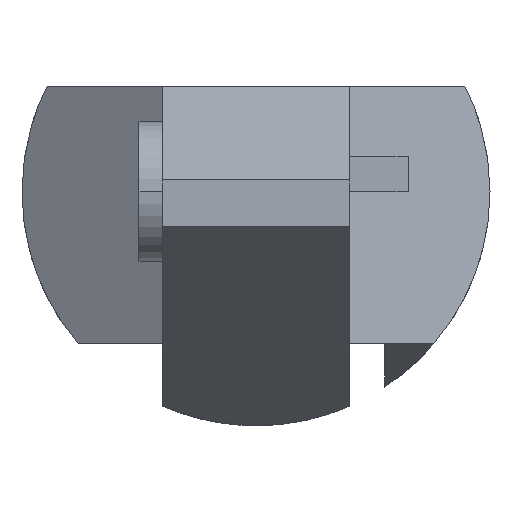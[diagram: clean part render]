
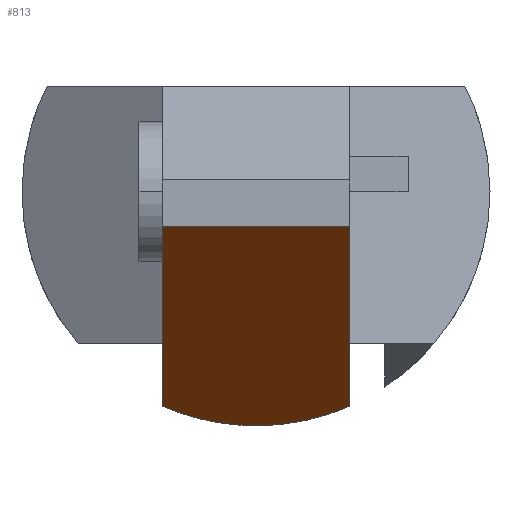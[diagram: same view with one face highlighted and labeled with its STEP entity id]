
A CAD part, front view. The second image highlights one B-rep face of the part: STEP entity #813.
In plain terms, the highlighted planar face has unit normal (0, -0.629, -0.777).
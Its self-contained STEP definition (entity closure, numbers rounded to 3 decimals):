
#244=CARTESIAN_POINT('Control Point',(0.,-126.,-20.)) ;
#245=CARTESIAN_POINT('Control Point',(2.14,-126.,-20.)) ;
#246=CARTESIAN_POINT('Control Point',(4.282,-126.383,-19.69)) ;
#247=CARTESIAN_POINT('Control Point',(6.241,-127.114,-19.098)) ;
#248=CARTESIAN_POINT('Control Point',(8.,-128.063,-18.33)) ;
#249=CARTESIAN_POINT('Vertex',(0.,-126.,-20.)) ;
#251=CARTESIAN_POINT('Vertex',(8.,-128.063,-18.33)) ;
#304=CARTESIAN_POINT('Control Point',(-8.,-128.063,-18.33)) ;
#305=CARTESIAN_POINT('Control Point',(-6.241,-127.114,-19.098)) ;
#306=CARTESIAN_POINT('Control Point',(-4.283,-126.384,-19.689)) ;
#307=CARTESIAN_POINT('Control Point',(-2.14,-126.,-20.)) ;
#308=CARTESIAN_POINT('Control Point',(0.,-126.,-20.)) ;
#309=CARTESIAN_POINT('Vertex',(-8.,-128.063,-18.33)) ;
#420=CARTESIAN_POINT('Vertex',(8.,-147.,-3.)) ;
#436=CARTESIAN_POINT('Vertex',(-8.,-147.,-3.)) ;
#439=CARTESIAN_POINT('Line Origine',(0.,-147.,-3.)) ;
#489=CARTESIAN_POINT('Line Origine',(-8.,-137.531,-10.665)) ;
#709=CARTESIAN_POINT('Line Origine',(8.,-137.531,-10.665)) ;
#801=CARTESIAN_POINT('Axis2P3D Location',(0.,-147.,-3.)) ;
#440=DIRECTION('Vector Direction',(1.,0.,0.)) ;
#490=DIRECTION('Vector Direction',(0.,0.777,-0.629)) ;
#710=DIRECTION('Vector Direction',(0.,0.777,-0.629)) ;
#802=DIRECTION('Axis2P3D Direction',(0.,-0.629,-0.777)) ;
#803=DIRECTION('Axis2P3D XDirection',(0.,0.777,-0.629)) ;
#804=AXIS2_PLACEMENT_3D('Plane Axis2P3D',#801,#802,#803) ;
#807=ORIENTED_EDGE('',*,*,#311,.T.) ;
#808=ORIENTED_EDGE('',*,*,#253,.T.) ;
#809=ORIENTED_EDGE('',*,*,#713,.F.) ;
#810=ORIENTED_EDGE('',*,*,#443,.F.) ;
#811=ORIENTED_EDGE('',*,*,#493,.T.) ;
#441=VECTOR('Line Direction',#440,1.) ;
#491=VECTOR('Line Direction',#490,1.) ;
#711=VECTOR('Line Direction',#710,1.) ;
#813=ADVANCED_FACE('bielette usinee',(#812),#805,.T.) ;
#243=B_SPLINE_CURVE_WITH_KNOTS('',4,(#244,#245,#246,#247,#248),.UNSPECIFIED.,.F.,.U.,(5,5),(51.511,63.619),.UNSPECIFIED.) ;
#303=B_SPLINE_CURVE_WITH_KNOTS('',4,(#304,#305,#306,#307,#308),.UNSPECIFIED.,.F.,.U.,(5,5),(39.404,51.511),.UNSPECIFIED.) ;
#253=EDGE_CURVE('',#250,#252,#243,.T.) ;
#311=EDGE_CURVE('',#310,#250,#303,.T.) ;
#443=EDGE_CURVE('',#437,#421,#442,.T.) ;
#493=EDGE_CURVE('',#437,#310,#492,.T.) ;
#713=EDGE_CURVE('',#421,#252,#712,.T.) ;
#806=EDGE_LOOP('',(#807,#808,#809,#810,#811)) ;
#812=FACE_OUTER_BOUND('',#806,.T.) ;
#442=LINE('Line',#439,#441) ;
#492=LINE('Line',#489,#491) ;
#712=LINE('Line',#709,#711) ;
#805=PLANE('',#804) ;
#250=VERTEX_POINT('',#249) ;
#252=VERTEX_POINT('',#251) ;
#310=VERTEX_POINT('',#309) ;
#421=VERTEX_POINT('',#420) ;
#437=VERTEX_POINT('',#436) ;
